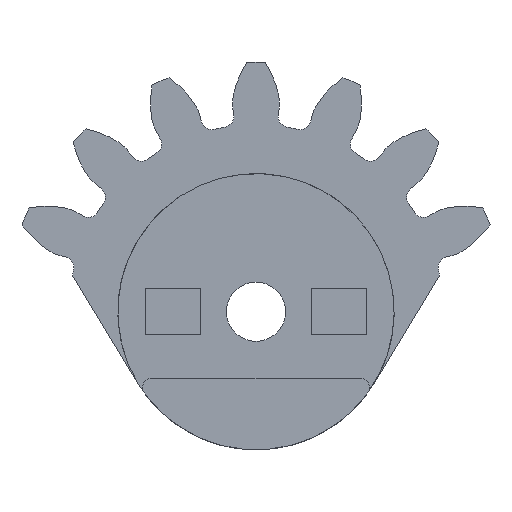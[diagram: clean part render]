
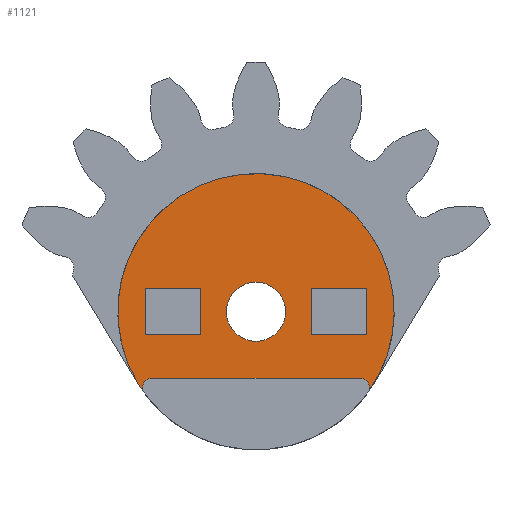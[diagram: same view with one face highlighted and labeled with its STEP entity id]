
A CAD part, front view. The second image highlights one B-rep face of the part: STEP entity #1121.
In plain terms, the highlighted planar face has unit normal (0, -1, 0).
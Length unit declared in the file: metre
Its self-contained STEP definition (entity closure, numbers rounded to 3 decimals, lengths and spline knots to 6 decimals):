
#56=PLANE('',#1259);
#132=CIRCLE('',#1260,0.0016);
#133=CIRCLE('',#1261,0.00747);
#134=CIRCLE('',#1262,0.0005);
#135=CIRCLE('',#1263,0.0005);
#236=ORIENTED_EDGE('',*,*,#586,.T.);
#237=ORIENTED_EDGE('',*,*,#587,.T.);
#238=ORIENTED_EDGE('',*,*,#588,.F.);
#239=ORIENTED_EDGE('',*,*,#589,.F.);
#240=ORIENTED_EDGE('',*,*,#590,.F.);
#241=ORIENTED_EDGE('',*,*,#591,.T.);
#242=ORIENTED_EDGE('',*,*,#592,.T.);
#243=ORIENTED_EDGE('',*,*,#593,.F.);
#244=ORIENTED_EDGE('',*,*,#594,.F.);
#245=ORIENTED_EDGE('',*,*,#595,.T.);
#246=ORIENTED_EDGE('',*,*,#596,.T.);
#247=ORIENTED_EDGE('',*,*,#597,.T.);
#248=ORIENTED_EDGE('',*,*,#598,.T.);
#586=EDGE_CURVE('',#760,#761,#791,.T.);
#587=EDGE_CURVE('',#761,#762,#792,.T.);
#588=EDGE_CURVE('',#763,#762,#793,.T.);
#589=EDGE_CURVE('',#760,#763,#794,.T.);
#590=EDGE_CURVE('',#764,#765,#795,.T.);
#591=EDGE_CURVE('',#764,#766,#796,.T.);
#592=EDGE_CURVE('',#766,#767,#797,.T.);
#593=EDGE_CURVE('',#765,#767,#798,.T.);
#594=EDGE_CURVE('',#768,#768,#132,.T.);
#595=EDGE_CURVE('',#769,#770,#133,.T.);
#596=EDGE_CURVE('',#770,#771,#134,.F.);
#597=EDGE_CURVE('',#771,#772,#799,.T.);
#598=EDGE_CURVE('',#772,#769,#135,.F.);
#760=VERTEX_POINT('',#2273);
#761=VERTEX_POINT('',#2274);
#762=VERTEX_POINT('',#2276);
#763=VERTEX_POINT('',#2278);
#764=VERTEX_POINT('',#2281);
#765=VERTEX_POINT('',#2282);
#766=VERTEX_POINT('',#2284);
#767=VERTEX_POINT('',#2286);
#768=VERTEX_POINT('',#2289);
#769=VERTEX_POINT('',#2291);
#770=VERTEX_POINT('',#2292);
#771=VERTEX_POINT('',#2294);
#772=VERTEX_POINT('',#2296);
#791=LINE('',#2272,#871);
#792=LINE('',#2275,#872);
#793=LINE('',#2277,#873);
#794=LINE('',#2279,#874);
#795=LINE('',#2280,#875);
#796=LINE('',#2283,#876);
#797=LINE('',#2285,#877);
#798=LINE('',#2287,#878);
#799=LINE('',#2295,#879);
#871=VECTOR('',#1451,1.);
#872=VECTOR('',#1452,1.);
#873=VECTOR('',#1453,1.);
#874=VECTOR('',#1454,1.);
#875=VECTOR('',#1455,1.);
#876=VECTOR('',#1456,1.);
#877=VECTOR('',#1457,1.);
#878=VECTOR('',#1458,1.);
#879=VECTOR('',#1465,1.);
#949=EDGE_LOOP('',(#236,#237,#238,#239));
#950=EDGE_LOOP('',(#240,#241,#242,#243));
#951=EDGE_LOOP('',(#244));
#952=EDGE_LOOP('',(#245,#246,#247,#248));
#1019=FACE_BOUND('',#949,.T.);
#1020=FACE_BOUND('',#950,.T.);
#1021=FACE_BOUND('',#951,.T.);
#1022=FACE_BOUND('',#952,.T.);
#1121=ADVANCED_FACE('',(#1019,#1020,#1021,#1022),#56,.T.);
#1259=AXIS2_PLACEMENT_3D('',#2271,#1449,#1450);
#1260=AXIS2_PLACEMENT_3D('',#2288,#1459,#1460);
#1261=AXIS2_PLACEMENT_3D('',#2290,#1461,#1462);
#1262=AXIS2_PLACEMENT_3D('',#2293,#1463,#1464);
#1263=AXIS2_PLACEMENT_3D('',#2297,#1466,#1467);
#1449=DIRECTION('',(0.,-1.,0.));
#1450=DIRECTION('',(1.,0.,0.));
#1451=DIRECTION('',(0.,0.,-1.));
#1452=DIRECTION('',(-1.,0.,0.));
#1453=DIRECTION('',(0.,0.,-1.));
#1454=DIRECTION('',(-1.,0.,0.));
#1455=DIRECTION('',(0.,0.,-1.));
#1456=DIRECTION('',(1.,0.,0.));
#1457=DIRECTION('',(0.,0.,-1.));
#1458=DIRECTION('',(1.,0.,0.));
#1459=DIRECTION('',(0.,-1.,0.));
#1460=DIRECTION('',(1.,0.,0.));
#1461=DIRECTION('',(0.,-1.,0.));
#1462=DIRECTION('',(1.,0.,0.));
#1463=DIRECTION('',(0.,-1.,0.));
#1464=DIRECTION('',(0.,0.,-1.));
#1465=DIRECTION('',(1.,0.,0.));
#1466=DIRECTION('',(0.,-1.,0.));
#1467=DIRECTION('',(0.,0.,-1.));
#2271=CARTESIAN_POINT('',(0.,-0.005,0.));
#2272=CARTESIAN_POINT('',(-0.003,-0.005,0.000254));
#2273=CARTESIAN_POINT('',(-0.003,-0.005,0.00125));
#2274=CARTESIAN_POINT('',(-0.003,-0.005,-0.00125));
#2275=CARTESIAN_POINT('',(-0.0045,-0.005,-0.00125));
#2276=CARTESIAN_POINT('',(-0.006,-0.005,-0.00125));
#2277=CARTESIAN_POINT('',(-0.006,-0.005,0.000188));
#2278=CARTESIAN_POINT('',(-0.006,-0.005,0.00125));
#2279=CARTESIAN_POINT('',(-0.0045,-0.005,0.00125));
#2280=CARTESIAN_POINT('',(0.003,-0.005,0.000254));
#2281=CARTESIAN_POINT('',(0.003,-0.005,0.00125));
#2282=CARTESIAN_POINT('',(0.003,-0.005,-0.00125));
#2283=CARTESIAN_POINT('',(0.0045,-0.005,0.00125));
#2284=CARTESIAN_POINT('',(0.006,-0.005,0.00125));
#2285=CARTESIAN_POINT('',(0.006,-0.005,0.000188));
#2286=CARTESIAN_POINT('',(0.006,-0.005,-0.00125));
#2287=CARTESIAN_POINT('',(0.0045,-0.005,-0.00125));
#2288=CARTESIAN_POINT('',(0.,-0.005,0.));
#2289=CARTESIAN_POINT('',(0.0016,-0.005,0.));
#2290=CARTESIAN_POINT('',(0.,-0.005,0.));
#2291=CARTESIAN_POINT('',(0.006041,-0.005,-0.004394));
#2292=CARTESIAN_POINT('',(-0.006041,-0.005,-0.004394));
#2293=CARTESIAN_POINT('',(-0.005637,-0.005,-0.0041));
#2294=CARTESIAN_POINT('',(-0.005637,-0.005,-0.0036));
#2295=CARTESIAN_POINT('',(0.000001,-0.005,-0.0036));
#2296=CARTESIAN_POINT('',(0.005637,-0.005,-0.0036));
#2297=CARTESIAN_POINT('',(0.005637,-0.005,-0.0041));
